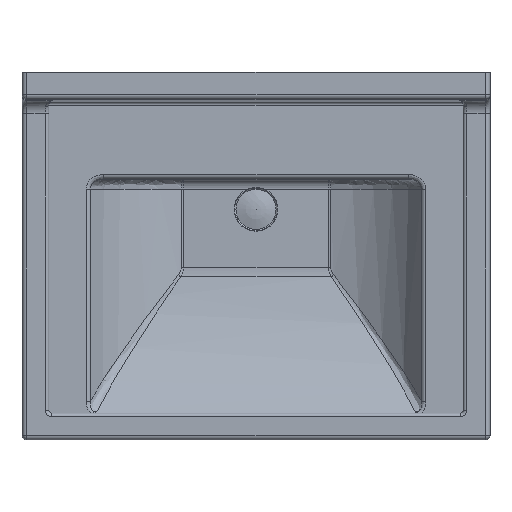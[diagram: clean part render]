
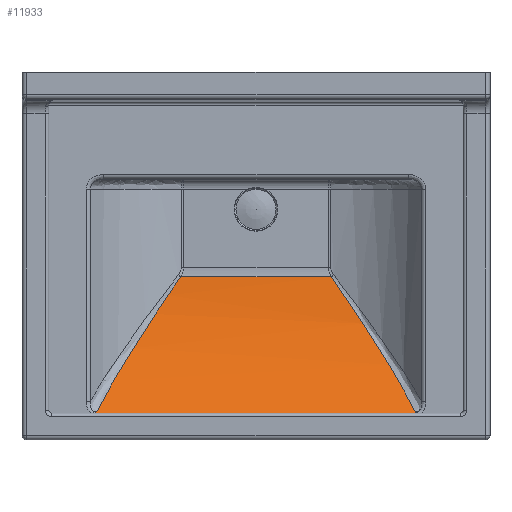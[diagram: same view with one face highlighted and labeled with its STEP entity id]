
A CAD part, top view. The second image highlights one B-rep face of the part: STEP entity #11933.
In plain terms, the highlighted cylindrical face has radius 401.646 mm (diameter 803.293 mm), a partial arc.
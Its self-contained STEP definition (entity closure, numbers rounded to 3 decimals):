
#10087=CARTESIAN_POINT('',(235.76,-477.768,150.));
#10088=VERTEX_POINT('',#10087);
#10191=CARTESIAN_POINT('',(729.036,-477.768,150.));
#10192=VERTEX_POINT('',#10191);
#10392=CARTESIAN_POINT('',(244.441,-475.773,148.154));
#10393=VERTEX_POINT('',#10392);
#10394=CARTESIAN_POINT('',(244.441,-475.773,148.154));
#10395=CARTESIAN_POINT('',(244.434,-475.776,148.157));
#10396=CARTESIAN_POINT('',(244.426,-475.779,148.16));
#10397=CARTESIAN_POINT('',(242.915,-476.468,148.793));
#10398=CARTESIAN_POINT('',(241.341,-477.021,149.306));
#10399=CARTESIAN_POINT('',(238.372,-477.631,149.872));
#10400=CARTESIAN_POINT('',(237.075,-477.768,150.));
#10401=CARTESIAN_POINT('',(235.76,-477.768,150.));
#10402=B_SPLINE_CURVE_WITH_KNOTS('',3,(#10394,#10395,#10396,#10397,#10398,#10399,#10400,#10401),.UNSPECIFIED.,.F.,.U.,(4,2,2,4),(-0.002,0.0,0.531,0.928),.UNSPECIFIED.);
#10403=EDGE_CURVE('',#10393,#10088,#10402,.T.);
#11122=CARTESIAN_POINT('',(720.355,-475.773,148.154));
#11123=VERTEX_POINT('',#11122);
#11124=CARTESIAN_POINT('',(729.036,-477.768,150.));
#11125=CARTESIAN_POINT('',(727.721,-477.768,150.));
#11126=CARTESIAN_POINT('',(726.424,-477.631,149.872));
#11127=CARTESIAN_POINT('',(723.455,-477.021,149.306));
#11128=CARTESIAN_POINT('',(721.881,-476.468,148.793));
#11129=CARTESIAN_POINT('',(720.369,-475.779,148.16));
#11130=CARTESIAN_POINT('',(720.362,-475.776,148.157));
#11131=CARTESIAN_POINT('',(720.355,-475.773,148.154));
#11132=B_SPLINE_CURVE_WITH_KNOTS('',3,(#11124,#11125,#11126,#11127,#11128,#11129,#11130,#11131),.UNSPECIFIED.,.F.,.U.,(4,2,2,4),(0.0,0.395,0.922,0.925),.UNSPECIFIED.);
#11133=EDGE_CURVE('',#11123,#10192,#11132,.F.);
#11438=CARTESIAN_POINT('',(369.897,-273.354,48.264));
#11439=VERTEX_POINT('',#11438);
#11440=CARTESIAN_POINT('',(244.441,-475.773,148.154));
#11441=CARTESIAN_POINT('',(248.545,-467.371,140.432));
#11442=CARTESIAN_POINT('',(255.365,-454.263,129.389));
#11443=CARTESIAN_POINT('',(264.166,-438.459,117.688));
#11444=CARTESIAN_POINT('',(269.503,-429.142,111.237));
#11445=CARTESIAN_POINT('',(273.602,-422.107,106.583));
#11446=CARTESIAN_POINT('',(277.787,-415.035,102.114));
#11447=CARTESIAN_POINT('',(283.493,-405.527,96.378));
#11448=CARTESIAN_POINT('',(293.789,-388.698,86.927));
#11449=CARTESIAN_POINT('',(315.49,-354.368,70.343));
#11450=CARTESIAN_POINT('',(342.231,-313.985,56.595));
#11451=CARTESIAN_POINT('',(362.951,-283.495,50.042));
#11452=CARTESIAN_POINT('',(369.897,-273.354,48.264));
#11453=B_SPLINE_CURVE_WITH_KNOTS('',3,(#11440,#11441,#11442,#11443,#11444,#11445,#11446,#11447,#11448,#11449,#11450,#11451,#11452),.UNSPECIFIED.,.F.,.U.,(4,1,1,1,1,1,1,1,1,1,4),(-25.293,-21.785,-19.969,-19.062,-18.154,-17.246,-16.339,-14.523,-10.892,-3.631,0.0),.UNSPECIFIED.);
#11454=EDGE_CURVE('',#10393,#11439,#11453,.T.);
#11632=CARTESIAN_POINT('',(594.898,-273.354,48.264));
#11633=VERTEX_POINT('',#11632);
#11772=CARTESIAN_POINT('',(594.898,-273.354,48.264));
#11773=CARTESIAN_POINT('',(601.846,-283.496,50.042));
#11774=CARTESIAN_POINT('',(615.662,-303.824,54.412));
#11775=CARTESIAN_POINT('',(642.697,-344.307,66.491));
#11776=CARTESIAN_POINT('',(665.129,-379.096,81.532));
#11777=CARTESIAN_POINT('',(681.312,-405.541,96.386));
#11778=CARTESIAN_POINT('',(687.018,-415.051,102.123));
#11779=CARTESIAN_POINT('',(692.598,-424.481,108.083));
#11780=CARTESIAN_POINT('',(699.359,-436.176,115.997));
#11781=CARTESIAN_POINT('',(709.438,-454.276,129.4));
#11782=CARTESIAN_POINT('',(716.254,-467.378,140.438));
#11783=CARTESIAN_POINT('',(720.355,-475.773,148.154));
#11784=B_SPLINE_CURVE_WITH_KNOTS('',3,(#11772,#11773,#11774,#11775,#11776,#11777,#11778,#11779,#11780,#11781,#11782,#11783),.UNSPECIFIED.,.F.,.U.,(4,1,1,1,1,1,1,1,1,4),(-27.522,-23.891,-20.259,-12.997,-11.181,-10.273,-9.365,-7.55,-5.734,-2.229),.UNSPECIFIED.);
#11785=EDGE_CURVE('',#11633,#11123,#11784,.T.);
#11827=CARTESIAN_POINT('',(369.897,-273.354,48.264));
#11828=DIRECTION('',(1.0,0.0,0.0));
#11829=VECTOR('',#11828,225.001);
#11830=LINE('',#11827,#11829);
#11831=EDGE_CURVE('',#11439,#11633,#11830,.T.);
#11915=CARTESIAN_POINT('',(482.398,-203.984,443.875));
#11916=DIRECTION('',(-1.0,0.0,0.0));
#11917=DIRECTION('',(0.0,-0.682,-0.732));
#11918=AXIS2_PLACEMENT_3D('',#11915,#11916,#11917);
#11919=CYLINDRICAL_SURFACE('',#11918,401.646);
#11920=ORIENTED_EDGE('',*,*,#11785,.F.);
#11921=ORIENTED_EDGE('',*,*,#11831,.F.);
#11922=ORIENTED_EDGE('',*,*,#11454,.F.);
#11923=ORIENTED_EDGE('',*,*,#10403,.T.);
#11924=CARTESIAN_POINT('',(235.76,-477.768,150.));
#11925=DIRECTION('',(1.0,0.0,0.0));
#11926=VECTOR('',#11925,493.276);
#11927=LINE('',#11924,#11926);
#11928=EDGE_CURVE('',#10088,#10192,#11927,.T.);
#11929=ORIENTED_EDGE('',*,*,#11928,.T.);
#11930=ORIENTED_EDGE('',*,*,#11133,.F.);
#11931=EDGE_LOOP('',(#11920,#11921,#11922,#11923,#11929,#11930));
#11932=FACE_OUTER_BOUND('',#11931,.T.);
#11933=ADVANCED_FACE('',(#11932),#11919,.F.);
